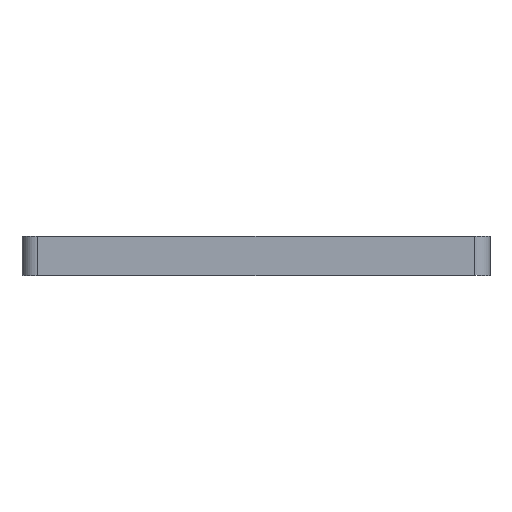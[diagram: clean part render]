
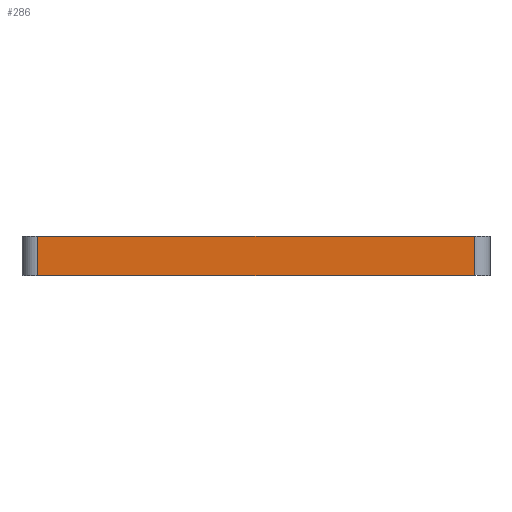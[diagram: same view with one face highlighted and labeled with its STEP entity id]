
A CAD part, left-side view. The second image highlights one B-rep face of the part: STEP entity #286.
In plain terms, the highlighted planar face has unit normal (-1, 0, 0).
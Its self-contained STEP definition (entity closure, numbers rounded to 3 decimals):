
#22 = VECTOR ( 'NONE', #1056, 1000. ) ;
#142 = FACE_OUTER_BOUND ( 'NONE', #1133, .T. ) ;
#191 = CARTESIAN_POINT ( 'NONE',  ( -65., -56., 10. ) ) ;
#202 = VERTEX_POINT ( 'NONE', #295 ) ;
#225 = LINE ( 'NONE', #191, #1383 ) ;
#260 = ORIENTED_EDGE ( 'NONE', *, *, #402, .T. ) ;
#276 = PLANE ( 'NONE',  #337 ) ;
#286 = ADVANCED_FACE ( 'NONE', ( #142 ), #276, .F. ) ;
#295 = CARTESIAN_POINT ( 'NONE',  ( -65., -56., 0. ) ) ;
#337 = AXIS2_PLACEMENT_3D ( 'NONE', #1908, #1034, #1627 ) ;
#354 = DIRECTION ( 'NONE',  ( 0., 0., -1. ) ) ;
#382 = VERTEX_POINT ( 'NONE', #1516 ) ;
#402 = EDGE_CURVE ( 'NONE', #1170, #202, #1399, .T. ) ;
#449 = VECTOR ( 'NONE', #1554, 1000. ) ;
#523 = LINE ( 'NONE', #1113, #796 ) ;
#552 = EDGE_CURVE ( 'NONE', #382, #734, #225, .T. ) ;
#563 = ORIENTED_EDGE ( 'NONE', *, *, #629, .T. ) ;
#596 = ORIENTED_EDGE ( 'NONE', *, *, #552, .F. ) ;
#629 = EDGE_CURVE ( 'NONE', #382, #1170, #1214, .T. ) ;
#734 = VERTEX_POINT ( 'NONE', #1467 ) ;
#752 = CARTESIAN_POINT ( 'NONE',  ( -65., 56., 0. ) ) ;
#796 = VECTOR ( 'NONE', #354, 1000. ) ;
#1034 = DIRECTION ( 'NONE',  ( 1., 0., 0. ) ) ;
#1056 = DIRECTION ( 'NONE',  ( 0., -1., 0. ) ) ;
#1113 = CARTESIAN_POINT ( 'NONE',  ( -65., -56., 10. ) ) ;
#1133 = EDGE_LOOP ( 'NONE', ( #260, #1367, #596, #563 ) ) ;
#1170 = VERTEX_POINT ( 'NONE', #752 ) ;
#1209 = CARTESIAN_POINT ( 'NONE',  ( -65., -56., 0. ) ) ;
#1214 = LINE ( 'NONE', #1525, #449 ) ;
#1367 = ORIENTED_EDGE ( 'NONE', *, *, #1437, .F. ) ;
#1383 = VECTOR ( 'NONE', #1561, 1000. ) ;
#1399 = LINE ( 'NONE', #1209, #22 ) ;
#1437 = EDGE_CURVE ( 'NONE', #734, #202, #523, .T. ) ;
#1467 = CARTESIAN_POINT ( 'NONE',  ( -65., -56., 10. ) ) ;
#1516 = CARTESIAN_POINT ( 'NONE',  ( -65., 56., 10. ) ) ;
#1525 = CARTESIAN_POINT ( 'NONE',  ( -65., 56., 10. ) ) ;
#1554 = DIRECTION ( 'NONE',  ( 0., 0., -1. ) ) ;
#1561 = DIRECTION ( 'NONE',  ( 0., -1., 0. ) ) ;
#1627 = DIRECTION ( 'NONE',  ( 0., 0., -1. ) ) ;
#1908 = CARTESIAN_POINT ( 'NONE',  ( -65., -56., 10. ) ) ;
